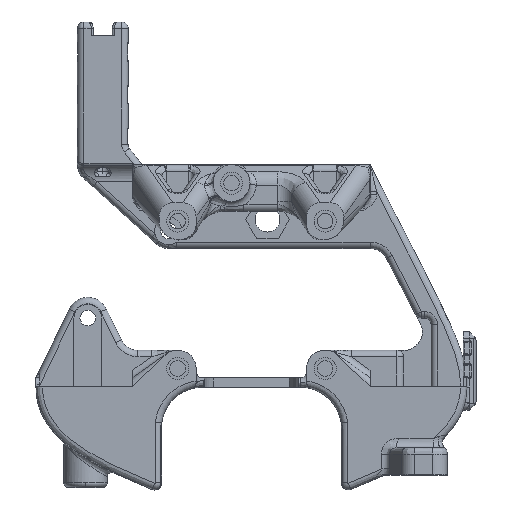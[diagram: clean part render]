
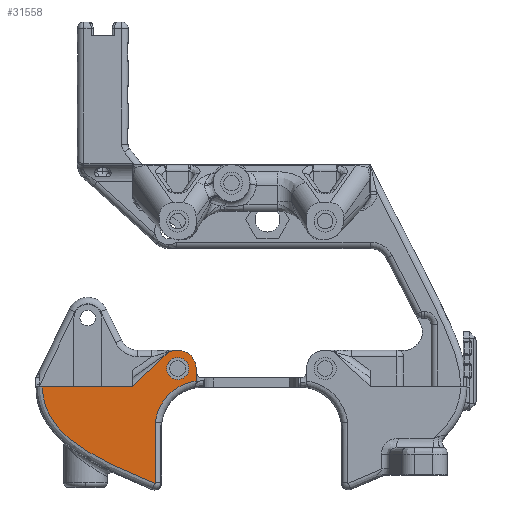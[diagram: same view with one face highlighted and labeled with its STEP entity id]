
A CAD part, top view. The second image highlights one B-rep face of the part: STEP entity #31558.
In plain terms, the highlighted planar face has unit normal (0, 0, 1).
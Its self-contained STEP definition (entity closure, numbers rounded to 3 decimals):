
#32 = LINE ( 'NONE', #16563, #33944 ) ;
#158 = CARTESIAN_POINT ( 'NONE',  ( -27.136, -22.68, 29.5 ) ) ;
#487 = CARTESIAN_POINT ( 'NONE',  ( -6.231, -13.257, 29.5 ) ) ;
#533 = B_SPLINE_CURVE_WITH_KNOTS ( 'NONE', 3,
 ( #26225, #33824, #20637, #2423, #7493, #13068, #18047, #23596, #10438, #158, #31740, #3966, #4129, #1164, #14587, #16836, #22354, #14752, #3606, #11634, #32576, #988, #32748, #11973, #24612, #9379 ),
 .UNSPECIFIED., .F., .F.,
 ( 4, 2, 2, 2, 2, 2, 2, 2, 2, 2, 2, 2, 4 ),
 ( 0., 0.001, 0.002, 0.004, 0.006, 0.008, 0.009, 0.011, 0.013, 0.017, 0.021, 0.026, 0.034 ),
 .UNSPECIFIED. ) ;
#583 = CARTESIAN_POINT ( 'NONE',  ( -4.5, -37.064, 29.5 ) ) ;
#716 = CARTESIAN_POINT ( 'NONE',  ( -1.811, -8.985, 29.5 ) ) ;
#897 = DIRECTION ( 'NONE',  ( 0., 0., -1. ) ) ;
#988 = CARTESIAN_POINT ( 'NONE',  ( -14.893, -32.562, 29.5 ) ) ;
#1164 = CARTESIAN_POINT ( 'NONE',  ( -25.722, -24.724, 29.5 ) ) ;
#2048 = VECTOR ( 'NONE', #23569, 1000. ) ;
#2192 = ORIENTED_EDGE ( 'NONE', *, *, #7914, .T. ) ;
#2233 = VERTEX_POINT ( 'NONE', #10923 ) ;
#2262 = EDGE_CURVE ( 'NONE', #17018, #32087, #25575, .T. ) ;
#2423 = CARTESIAN_POINT ( 'NONE',  ( -28.78, -17.678, 29.5 ) ) ;
#2847 = CARTESIAN_POINT ( 'NONE',  ( -9.25, -16.25, 29.5 ) ) ;
#2909 = DIRECTION ( 'NONE',  ( -1., 0., 0. ) ) ;
#3086 = CARTESIAN_POINT ( 'NONE',  ( -9.25, -16.174, 29.5 ) ) ;
#3606 = CARTESIAN_POINT ( 'NONE',  ( -20.995, -28.985, 29.5 ) ) ;
#3966 = CARTESIAN_POINT ( 'NONE',  ( -26.564, -23.586, 29.5 ) ) ;
#4129 = CARTESIAN_POINT ( 'NONE',  ( -26.361, -23.876, 29.5 ) ) ;
#4132 = DIRECTION ( 'NONE',  ( 1., 0., 0. ) ) ;
#4320 = CIRCLE ( 'NONE', #7694, 2.4 ) ;
#4938 = CARTESIAN_POINT ( 'NONE',  ( 4.5, -12.25, 29.5 ) ) ;
#4939 = FACE_OUTER_BOUND ( 'NONE', #21662, .T. ) ;
#5017 = ORIENTED_EDGE ( 'NONE', *, *, #27232, .T. ) ;
#5132 = DIRECTION ( 'NONE',  ( 1., 0., 0. ) ) ;
#5144 = CIRCLE ( 'NONE', #26777, 4. ) ;
#5194 = CARTESIAN_POINT ( 'NONE',  ( -1.9, -12.25, 29.5 ) ) ;
#5234 = DIRECTION ( 'NONE',  ( -1., 0., 0. ) ) ;
#5315 = EDGE_CURVE ( 'NONE', #21696, #33266, #31366, .T. ) ;
#6115 = EDGE_CURVE ( 'NONE', #20312, #12073, #4320, .T. ) ;
#6922 = DIRECTION ( 'NONE',  ( 0., 0., 1. ) ) ;
#7145 = EDGE_CURVE ( 'NONE', #21240, #21696, #15886, .T. ) ;
#7193 = AXIS2_PLACEMENT_3D ( 'NONE', #8159, #13201, #2909 ) ;
#7493 = CARTESIAN_POINT ( 'NONE',  ( -28.738, -18.035, 29.5 ) ) ;
#7694 = AXIS2_PLACEMENT_3D ( 'NONE', #16272, #11047, #5132 ) ;
#7914 = EDGE_CURVE ( 'NONE', #8517, #17018, #20461, .T. ) ;
#8159 = CARTESIAN_POINT ( 'NONE',  ( 5.944, -25.274, 29.5 ) ) ;
#8207 = CARTESIAN_POINT ( 'NONE',  ( 4.5, -14.95, 29.5 ) ) ;
#8267 = FACE_BOUND ( 'NONE', #22089, .T. ) ;
#8517 = VERTEX_POINT ( 'NONE', #26445 ) ;
#8545 = CARTESIAN_POINT ( 'NONE',  ( -4.538, -37.156, 29.5 ) ) ;
#8608 = DIRECTION ( 'NONE',  ( -1., 0., 0. ) ) ;
#9379 = CARTESIAN_POINT ( 'NONE',  ( -4.538, -37.156, 29.5 ) ) ;
#10438 = CARTESIAN_POINT ( 'NONE',  ( -27.646, -21.743, 29.5 ) ) ;
#10755 = ORIENTED_EDGE ( 'NONE', *, *, #11896, .T. ) ;
#10759 = VECTOR ( 'NONE', #5234, 1000. ) ;
#10923 = CARTESIAN_POINT ( 'NONE',  ( -4.4, -37.064, 29.5 ) ) ;
#11047 = DIRECTION ( 'NONE',  ( 0., 0., 1. ) ) ;
#11617 = CARTESIAN_POINT ( 'NONE',  ( -8.98, -15.914, 29.5 ) ) ;
#11634 = CARTESIAN_POINT ( 'NONE',  ( -18.625, -30.52, 29.5 ) ) ;
#11896 = EDGE_CURVE ( 'NONE', #19993, #2233, #22788, .T. ) ;
#11973 = CARTESIAN_POINT ( 'NONE',  ( -9.772, -34.983, 29.5 ) ) ;
#12073 = VERTEX_POINT ( 'NONE', #34220 ) ;
#12980 = EDGE_CURVE ( 'NONE', #2233, #8517, #32, .T. ) ;
#13068 = CARTESIAN_POINT ( 'NONE',  ( -28.565, -19.09, 29.5 ) ) ;
#13175 = EDGE_CURVE ( 'NONE', #32087, #21240, #5144, .T. ) ;
#13201 = DIRECTION ( 'NONE',  ( 0., 0., -1. ) ) ;
#13733 = CARTESIAN_POINT ( 'NONE',  ( -4.021, -11.121, 29.5 ) ) ;
#14062 = CARTESIAN_POINT ( 'NONE',  ( -9.25, -16.174, 29.5 ) ) ;
#14177 = ORIENTED_EDGE ( 'NONE', *, *, #14216, .T. ) ;
#14216 = EDGE_CURVE ( 'NONE', #33266, #16581, #31577, .T. ) ;
#14390 = CARTESIAN_POINT ( 'NONE',  ( -8.711, -15.653, 29.5 ) ) ;
#14587 = CARTESIAN_POINT ( 'NONE',  ( -25.26, -25.259, 29.5 ) ) ;
#14752 = CARTESIAN_POINT ( 'NONE',  ( -22.14, -28.158, 29.5 ) ) ;
#14811 = AXIS2_PLACEMENT_3D ( 'NONE', #30829, #25131, #4132 ) ;
#15627 = CARTESIAN_POINT ( 'NONE',  ( -9.25, -16.25, 29.5 ) ) ;
#15729 = ORIENTED_EDGE ( 'NONE', *, *, #21574, .F. ) ;
#15886 = B_SPLINE_CURVE_WITH_KNOTS ( 'NONE', 3,
 ( #21992, #13733, #487, #21664, #14390, #11617, #14062 ),
 .UNSPECIFIED., .F., .F.,
 ( 4, 3, 4 ),
 ( -0.009, 0., 0.001 ),
 .UNSPECIFIED. ) ;
#16055 = DIRECTION ( 'NONE',  ( 0., 1., 0. ) ) ;
#16063 = ORIENTED_EDGE ( 'NONE', *, *, #12980, .T. ) ;
#16272 = CARTESIAN_POINT ( 'NONE',  ( 0.5, -12.25, 29.5 ) ) ;
#16276 = DIRECTION ( 'NONE',  ( -1., 0., 0. ) ) ;
#16563 = CARTESIAN_POINT ( 'NONE',  ( -4.4, -24.074, 29.5 ) ) ;
#16581 = VERTEX_POINT ( 'NONE', #20321 ) ;
#16836 = CARTESIAN_POINT ( 'NONE',  ( -24.278, -26.282, 29.5 ) ) ;
#17018 = VERTEX_POINT ( 'NONE', #8207 ) ;
#17834 = DIRECTION ( 'NONE',  ( 1., 0., 0. ) ) ;
#18047 = CARTESIAN_POINT ( 'NONE',  ( -28.392, -19.774, 29.5 ) ) ;
#18513 = ORIENTED_EDGE ( 'NONE', *, *, #2262, .T. ) ;
#18770 = ORIENTED_EDGE ( 'NONE', *, *, #7145, .T. ) ;
#19993 = VERTEX_POINT ( 'NONE', #8545 ) ;
#20312 = VERTEX_POINT ( 'NONE', #5194 ) ;
#20321 = CARTESIAN_POINT ( 'NONE',  ( -28.85, -16.25, 29.5 ) ) ;
#20461 = CIRCLE ( 'NONE', #7193, 10.424 ) ;
#20637 = CARTESIAN_POINT ( 'NONE',  ( -28.836, -16.966, 29.5 ) ) ;
#21240 = VERTEX_POINT ( 'NONE', #716 ) ;
#21574 = EDGE_CURVE ( 'NONE', #12073, #20312, #26450, .T. ) ;
#21662 = EDGE_LOOP ( 'NONE', ( #32304, #18770, #22323, #14177, #5017, #10755, #16063, #2192, #18513 ) ) ;
#21664 = CARTESIAN_POINT ( 'NONE',  ( -8.441, -15.393, 29.5 ) ) ;
#21696 = VERTEX_POINT ( 'NONE', #3086 ) ;
#21758 = CARTESIAN_POINT ( 'NONE',  ( 32.5, -12.25, 29.5 ) ) ;
#21992 = CARTESIAN_POINT ( 'NONE',  ( -1.811, -8.985, 29.5 ) ) ;
#22089 = EDGE_LOOP ( 'NONE', ( #15729, #22423 ) ) ;
#22323 = ORIENTED_EDGE ( 'NONE', *, *, #5315, .T. ) ;
#22354 = CARTESIAN_POINT ( 'NONE',  ( -23.755, -26.771, 29.5 ) ) ;
#22423 = ORIENTED_EDGE ( 'NONE', *, *, #6115, .F. ) ;
#22788 = CIRCLE ( 'NONE', #23355, 0.1 ) ;
#23126 = CARTESIAN_POINT ( 'NONE',  ( 4.5, -12.25, 29.5 ) ) ;
#23355 = AXIS2_PLACEMENT_3D ( 'NONE', #583, #31990, #16276 ) ;
#23569 = DIRECTION ( 'NONE',  ( 0., -1., 0. ) ) ;
#23596 = CARTESIAN_POINT ( 'NONE',  ( -27.933, -21.1, 29.5 ) ) ;
#24612 = CARTESIAN_POINT ( 'NONE',  ( -7.159, -36.078, 29.5 ) ) ;
#25131 = DIRECTION ( 'NONE',  ( 0., 0., 1. ) ) ;
#25266 = VECTOR ( 'NONE', #30931, 1000. ) ;
#25575 = LINE ( 'NONE', #23126, #25266 ) ;
#26124 = PLANE ( 'NONE',  #30098 ) ;
#26225 = CARTESIAN_POINT ( 'NONE',  ( -28.85, -16.25, 29.5 ) ) ;
#26445 = CARTESIAN_POINT ( 'NONE',  ( -4.4, -23.984, 29.5 ) ) ;
#26450 = CIRCLE ( 'NONE', #14811, 2.4 ) ;
#26777 = AXIS2_PLACEMENT_3D ( 'NONE', #30671, #6922, #17834 ) ;
#27232 = EDGE_CURVE ( 'NONE', #16581, #19993, #533, .T. ) ;
#28992 = CARTESIAN_POINT ( 'NONE',  ( -30.25, -16.25, 29.5 ) ) ;
#30098 = AXIS2_PLACEMENT_3D ( 'NONE', #21758, #897, #8608 ) ;
#30671 = CARTESIAN_POINT ( 'NONE',  ( 0.5, -12.25, 29.5 ) ) ;
#30829 = CARTESIAN_POINT ( 'NONE',  ( 0.5, -12.25, 29.5 ) ) ;
#30931 = DIRECTION ( 'NONE',  ( 0., 1., 0. ) ) ;
#31366 = LINE ( 'NONE', #15627, #2048 ) ;
#31558 = ADVANCED_FACE ( 'NONE', ( #8267, #4939 ), #26124, .F. ) ;
#31577 = LINE ( 'NONE', #28992, #10759 ) ;
#31740 = CARTESIAN_POINT ( 'NONE',  ( -26.952, -22.988, 29.5 ) ) ;
#31990 = DIRECTION ( 'NONE',  ( 0., 0., 1. ) ) ;
#32087 = VERTEX_POINT ( 'NONE', #4938 ) ;
#32304 = ORIENTED_EDGE ( 'NONE', *, *, #13175, .T. ) ;
#32576 = CARTESIAN_POINT ( 'NONE',  ( -17.397, -31.228, 29.5 ) ) ;
#32748 = CARTESIAN_POINT ( 'NONE',  ( -13.622, -33.187, 29.5 ) ) ;
#33266 = VERTEX_POINT ( 'NONE', #2847 ) ;
#33824 = CARTESIAN_POINT ( 'NONE',  ( -28.85, -16.608, 29.5 ) ) ;
#33944 = VECTOR ( 'NONE', #16055, 1000. ) ;
#34220 = CARTESIAN_POINT ( 'NONE',  ( 2.9, -12.25, 29.5 ) ) ;
